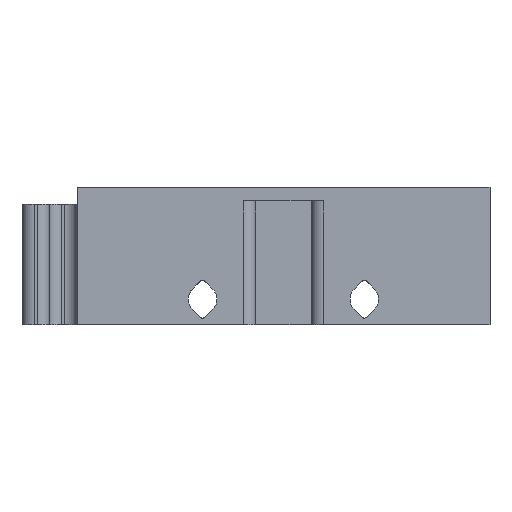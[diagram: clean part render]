
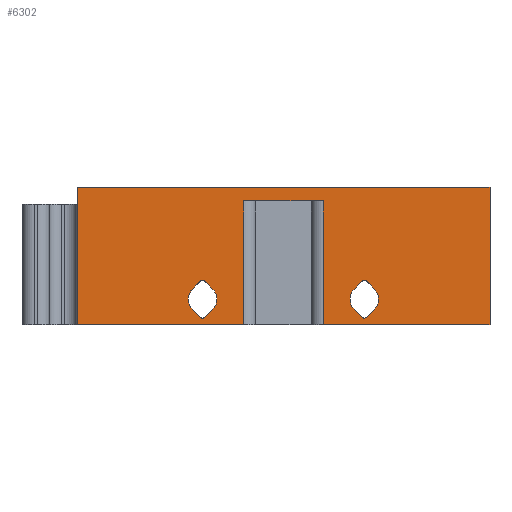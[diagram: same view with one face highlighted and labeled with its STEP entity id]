
A CAD part, front view. The second image highlights one B-rep face of the part: STEP entity #6302.
In plain terms, the highlighted planar face has unit normal (0, -1, 0).
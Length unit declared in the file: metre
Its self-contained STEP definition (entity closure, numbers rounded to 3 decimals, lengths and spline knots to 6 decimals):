
#233=CIRCLE('',#6685,0.0004);
#241=CIRCLE('',#6701,0.002075);
#249=CIRCLE('',#6713,0.002075);
#265=CIRCLE('',#6759,0.0004);
#267=CIRCLE('',#6762,0.002075);
#281=CIRCLE('',#6792,0.002075);
#282=CIRCLE('',#6793,0.0004);
#283=CIRCLE('',#6794,0.0004);
#926=ORIENTED_EDGE('',*,*,#2802,.T.);
#927=ORIENTED_EDGE('',*,*,#2366,.F.);
#928=ORIENTED_EDGE('',*,*,#2803,.T.);
#929=ORIENTED_EDGE('',*,*,#2538,.T.);
#930=ORIENTED_EDGE('',*,*,#2804,.F.);
#931=ORIENTED_EDGE('',*,*,#2805,.T.);
#932=ORIENTED_EDGE('',*,*,#2806,.T.);
#933=ORIENTED_EDGE('',*,*,#2522,.T.);
#934=ORIENTED_EDGE('',*,*,#2807,.F.);
#935=ORIENTED_EDGE('',*,*,#2808,.T.);
#936=ORIENTED_EDGE('',*,*,#2809,.F.);
#937=ORIENTED_EDGE('',*,*,#2765,.F.);
#938=ORIENTED_EDGE('',*,*,#2753,.F.);
#939=ORIENTED_EDGE('',*,*,#2722,.F.);
#940=ORIENTED_EDGE('',*,*,#2750,.F.);
#941=ORIENTED_EDGE('',*,*,#2810,.T.);
#942=ORIENTED_EDGE('',*,*,#2620,.F.);
#943=ORIENTED_EDGE('',*,*,#2635,.T.);
#944=ORIENTED_EDGE('',*,*,#2647,.T.);
#945=ORIENTED_EDGE('',*,*,#2659,.T.);
#946=ORIENTED_EDGE('',*,*,#2684,.T.);
#947=ORIENTED_EDGE('',*,*,#2811,.T.);
#948=ORIENTED_EDGE('',*,*,#2702,.F.);
#949=ORIENTED_EDGE('',*,*,#2670,.T.);
#2366=EDGE_CURVE('',#3334,#3335,#3968,.F.);
#2522=EDGE_CURVE('',#3475,#3474,#4089,.F.);
#2538=EDGE_CURVE('',#3491,#3490,#4097,.F.);
#2620=EDGE_CURVE('',#3568,#3565,#4151,.T.);
#2635=EDGE_CURVE('',#3568,#3582,#233,.T.);
#2647=EDGE_CURVE('',#3582,#3590,#4170,.T.);
#2659=EDGE_CURVE('',#3590,#3598,#241,.T.);
#2670=EDGE_CURVE('',#3606,#3565,#249,.T.);
#2684=EDGE_CURVE('',#3598,#3615,#4190,.T.);
#2702=EDGE_CURVE('',#3606,#3630,#4201,.T.);
#2722=EDGE_CURVE('',#3646,#3643,#4215,.T.);
#2750=EDGE_CURVE('',#3670,#3646,#265,.F.);
#2753=EDGE_CURVE('',#3643,#3671,#267,.F.);
#2765=EDGE_CURVE('',#3671,#3681,#4239,.T.);
#2802=EDGE_CURVE('',#3474,#3335,#4263,.T.);
#2803=EDGE_CURVE('',#3334,#3491,#4264,.F.);
#2804=EDGE_CURVE('',#3710,#3490,#4265,.T.);
#2805=EDGE_CURVE('',#3710,#3711,#4266,.F.);
#2806=EDGE_CURVE('',#3711,#3475,#4267,.F.);
#2807=EDGE_CURVE('',#3712,#3713,#281,.F.);
#2808=EDGE_CURVE('',#3712,#3714,#4268,.T.);
#2809=EDGE_CURVE('',#3681,#3714,#282,.F.);
#2810=EDGE_CURVE('',#3670,#3713,#4269,.T.);
#2811=EDGE_CURVE('',#3615,#3630,#283,.T.);
#3334=VERTEX_POINT('',#8865);
#3335=VERTEX_POINT('',#8867);
#3474=VERTEX_POINT('',#9220);
#3475=VERTEX_POINT('',#9222);
#3490=VERTEX_POINT('',#9252);
#3491=VERTEX_POINT('',#9254);
#3565=VERTEX_POINT('',#9410);
#3568=VERTEX_POINT('',#9415);
#3582=VERTEX_POINT('',#9448);
#3590=VERTEX_POINT('',#9472);
#3598=VERTEX_POINT('',#9496);
#3606=VERTEX_POINT('',#9520);
#3615=VERTEX_POINT('',#9546);
#3630=VERTEX_POINT('',#9584);
#3643=VERTEX_POINT('',#9618);
#3646=VERTEX_POINT('',#9623);
#3670=VERTEX_POINT('',#9679);
#3671=VERTEX_POINT('',#9683);
#3681=VERTEX_POINT('',#9711);
#3710=VERTEX_POINT('',#9784);
#3711=VERTEX_POINT('',#9786);
#3712=VERTEX_POINT('',#9789);
#3713=VERTEX_POINT('',#9790);
#3714=VERTEX_POINT('',#9792);
#3968=LINE('',#8866,#4646);
#4089=LINE('',#9221,#4767);
#4097=LINE('',#9253,#4775);
#4151=LINE('',#9416,#4829);
#4170=LINE('',#9473,#4848);
#4190=LINE('',#9547,#4868);
#4201=LINE('',#9583,#4879);
#4215=LINE('',#9624,#4893);
#4239=LINE('',#9710,#4917);
#4263=LINE('',#9781,#4941);
#4264=LINE('',#9782,#4942);
#4265=LINE('',#9783,#4943);
#4266=LINE('',#9785,#4944);
#4267=LINE('',#9787,#4945);
#4268=LINE('',#9791,#4946);
#4269=LINE('',#9794,#4947);
#4646=VECTOR('',#7125,1.);
#4767=VECTOR('',#7348,1.);
#4775=VECTOR('',#7372,1.);
#4829=VECTOR('',#7488,1.);
#4848=VECTOR('',#7539,1.);
#4868=VECTOR('',#7617,1.);
#4879=VECTOR('',#7650,1.);
#4893=VECTOR('',#7684,1.);
#4917=VECTOR('',#7764,1.);
#4941=VECTOR('',#7824,1.);
#4942=VECTOR('',#7825,1.);
#4943=VECTOR('',#7826,1.);
#4944=VECTOR('',#7827,1.);
#4945=VECTOR('',#7828,1.);
#4946=VECTOR('',#7831,1.);
#4947=VECTOR('',#7834,1.);
#5414=EDGE_LOOP('',(#926,#927,#928,#929,#930,#931,#932,#933));
#5415=EDGE_LOOP('',(#934,#935,#936,#937,#938,#939,#940,#941));
#5416=EDGE_LOOP('',(#942,#943,#944,#945,#946,#947,#948,#949));
#5766=FACE_BOUND('',#5414,.T.);
#5767=FACE_BOUND('',#5415,.T.);
#5768=FACE_BOUND('',#5416,.T.);
#6073=PLANE('',#6791);
#6302=ADVANCED_FACE('',(#5766,#5767,#5768),#6073,.F.);
#6685=AXIS2_PLACEMENT_3D('',#9449,#7512,#7513);
#6701=AXIS2_PLACEMENT_3D('',#9497,#7560,#7561);
#6713=AXIS2_PLACEMENT_3D('',#9519,#7587,#7588);
#6759=AXIS2_PLACEMENT_3D('',#9680,#7729,#7730);
#6762=AXIS2_PLACEMENT_3D('',#9686,#7736,#7737);
#6791=AXIS2_PLACEMENT_3D('',#9780,#7822,#7823);
#6792=AXIS2_PLACEMENT_3D('',#9788,#7829,#7830);
#6793=AXIS2_PLACEMENT_3D('',#9793,#7832,#7833);
#6794=AXIS2_PLACEMENT_3D('',#9795,#7835,#7836);
#7125=DIRECTION('',(-1.,0.,0.));
#7348=DIRECTION('',(-1.,0.,0.));
#7372=DIRECTION('',(-1.,0.,0.));
#7488=DIRECTION('',(0.707,0.,0.707));
#7512=DIRECTION('',(0.,1.,0.));
#7513=DIRECTION('',(-1.,0.,0.));
#7539=DIRECTION('',(-0.707,0.,0.707));
#7560=DIRECTION('',(0.,1.,0.));
#7561=DIRECTION('',(-1.,0.,0.));
#7587=DIRECTION('',(0.,1.,0.));
#7588=DIRECTION('',(-1.,0.,0.));
#7617=DIRECTION('',(0.707,0.,0.707));
#7650=DIRECTION('',(-0.707,0.,0.707));
#7684=DIRECTION('',(0.707,0.,0.707));
#7729=DIRECTION('',(0.,1.,0.));
#7730=DIRECTION('',(-1.,0.,0.));
#7736=DIRECTION('',(0.,1.,0.));
#7737=DIRECTION('',(-1.,0.,0.));
#7764=DIRECTION('',(-0.707,0.,0.707));
#7822=DIRECTION('',(0.,1.,0.));
#7823=DIRECTION('',(-1.,0.,0.));
#7824=DIRECTION('',(0.,0.,1.));
#7825=DIRECTION('',(0.,0.,1.));
#7826=DIRECTION('',(0.,0.,-1.));
#7827=DIRECTION('',(-1.,0.,0.));
#7828=DIRECTION('',(0.,0.,1.));
#7829=DIRECTION('',(0.,1.,0.));
#7830=DIRECTION('',(-1.,0.,0.));
#7831=DIRECTION('',(0.707,0.,0.707));
#7832=DIRECTION('',(0.,1.,0.));
#7833=DIRECTION('',(-1.,0.,0.));
#7834=DIRECTION('',(-0.707,0.,0.707));
#7835=DIRECTION('',(0.,1.,0.));
#7836=DIRECTION('',(-1.,0.,0.));
#8865=CARTESIAN_POINT('',(1.590025,0.630025,0.38));
#8866=CARTESIAN_POINT('',(1.662111,0.630025,0.38));
#8867=CARTESIAN_POINT('',(1.65,0.630025,0.38));
#9220=CARTESIAN_POINT('',(1.65,0.630025,0.36));
#9221=CARTESIAN_POINT('',(1.662111,0.630025,0.36));
#9222=CARTESIAN_POINT('',(1.625778,0.630025,0.36));
#9252=CARTESIAN_POINT('',(1.614222,0.630025,0.36));
#9253=CARTESIAN_POINT('',(1.662111,0.630025,0.36));
#9254=CARTESIAN_POINT('',(1.590025,0.630025,0.36));
#9410=CARTESIAN_POINT('',(1.633201,0.630025,0.362266));
#9415=CARTESIAN_POINT('',(1.632016,0.630025,0.361082));
#9416=CARTESIAN_POINT('',(1.656523,0.630025,0.385588));
#9448=CARTESIAN_POINT('',(1.631451,0.630025,0.361082));
#9449=CARTESIAN_POINT('',(1.631733,0.630025,0.361365));
#9472=CARTESIAN_POINT('',(1.630266,0.630025,0.362266));
#9473=CARTESIAN_POINT('',(1.637322,0.630025,0.355211));
#9496=CARTESIAN_POINT('',(1.630266,0.630025,0.365201));
#9497=CARTESIAN_POINT('',(1.631733,0.630025,0.363733));
#9519=CARTESIAN_POINT('',(1.631733,0.630025,0.363733));
#9520=CARTESIAN_POINT('',(1.633201,0.630025,0.365201));
#9546=CARTESIAN_POINT('',(1.631451,0.630025,0.366385));
#9547=CARTESIAN_POINT('',(1.653588,0.630025,0.388523));
#9583=CARTESIAN_POINT('',(1.640256,0.630025,0.358145));
#9584=CARTESIAN_POINT('',(1.632016,0.630025,0.366385));
#9618=CARTESIAN_POINT('',(1.609734,0.630025,0.362266));
#9623=CARTESIAN_POINT('',(1.608549,0.630025,0.361082));
#9624=CARTESIAN_POINT('',(1.644789,0.630025,0.397322));
#9679=CARTESIAN_POINT('',(1.607984,0.630025,0.361082));
#9680=CARTESIAN_POINT('',(1.608267,0.630025,0.361365));
#9683=CARTESIAN_POINT('',(1.609734,0.630025,0.365201));
#9686=CARTESIAN_POINT('',(1.608267,0.630025,0.363733));
#9710=CARTESIAN_POINT('',(1.628523,0.630025,0.346412));
#9711=CARTESIAN_POINT('',(1.608549,0.630025,0.366385));
#9780=CARTESIAN_POINT('',(1.662111,0.630025,0.38));
#9781=CARTESIAN_POINT('',(1.65,0.630025,0.38));
#9782=CARTESIAN_POINT('',(1.590025,0.630025,0.38));
#9783=CARTESIAN_POINT('',(1.614222,0.630025,0.38));
#9784=CARTESIAN_POINT('',(1.614222,0.630025,0.378));
#9785=CARTESIAN_POINT('',(1.662111,0.630025,0.378));
#9786=CARTESIAN_POINT('',(1.625778,0.630025,0.378));
#9787=CARTESIAN_POINT('',(1.625778,0.630025,0.38));
#9788=CARTESIAN_POINT('',(1.608267,0.630025,0.363733));
#9789=CARTESIAN_POINT('',(1.606799,0.630025,0.365201));
#9790=CARTESIAN_POINT('',(1.606799,0.630025,0.362266));
#9791=CARTESIAN_POINT('',(1.641855,0.630025,0.400256));
#9792=CARTESIAN_POINT('',(1.607984,0.630025,0.366385));
#9793=CARTESIAN_POINT('',(1.608267,0.630025,0.366102));
#9794=CARTESIAN_POINT('',(1.625588,0.630025,0.343477));
#9795=CARTESIAN_POINT('',(1.631733,0.630025,0.366102));
